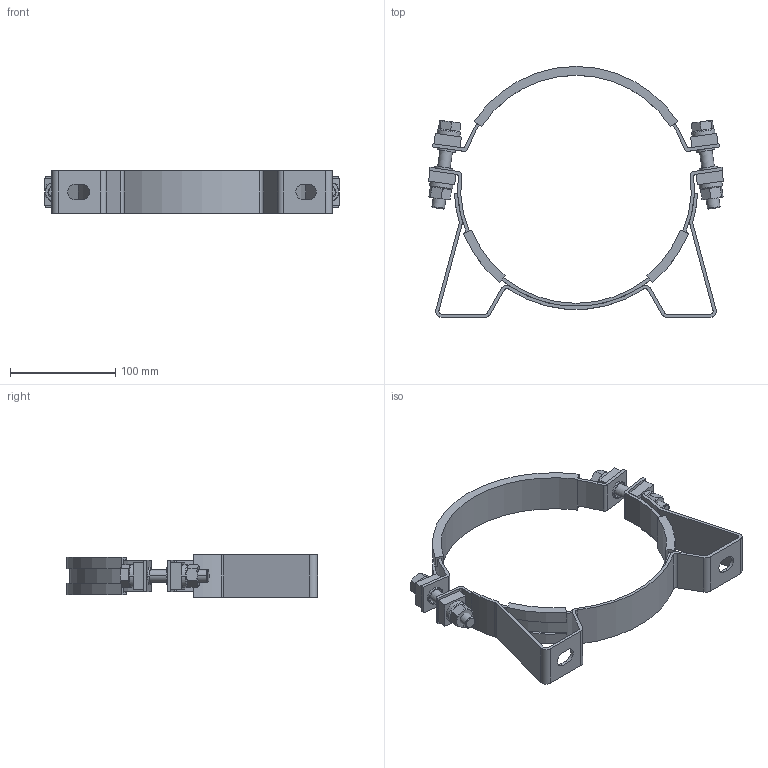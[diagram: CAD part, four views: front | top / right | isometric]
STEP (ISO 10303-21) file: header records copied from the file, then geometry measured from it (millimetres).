
FILE_DESCRIPTION((''),'2;1');
FILE_NAME('CO202514-03648.stp','2008-12-17T16:29:14',(''),(''),'Mechanical Desktop 2009','Mechanical Desktop 2009',', , ');
FILE_SCHEMA(('CONFIG_CONTROL_DESIGN'));
Length unit declared in the file: millimetre
Products named in the file (14): CO201271-03625; CO201241-03600; PIECE1; PARTIE SUPERIEURE; SUPPORT; AD201237-03600; AD201237-03600A; CO201241-04700|GABARIT; EC102877-01200A; EC102877-01200; VI007177-03600A; VI007177-03600; AD201245-00025; GABARIT
Assembly tree (18 placements, depth 4):
  CO201271-03625
    CO201241-03600
      PIECE1
      PARTIE SUPERIEURE
      SUPPORT
      AD201237-03600  x4
        AD201237-03600A
      CO201241-04700|GABARIT
    EC102877-01200A  x2
      EC102877-01200
    VI007177-03600A  x2
      VI007177-03600
    AD201245-00025
    GABARIT
Bounding box: 279.9 x 238.35 x 40 mm (x, y, z)
Surface area: 166033.2 mm2 (no closed solid volume)
Topology: 0 solids, 14 shells, 270 faces, 652 edges, 420 vertices
Faces by surface type: plane 126, cylinder 96, cone 44, torus 4
Entity records: 5785 total; most frequent: CARTESIAN_POINT 1030, DIRECTION 996, ORIENTED_EDGE 918, EDGE_CURVE 459, AXIS2_PLACEMENT_3D 373, VERTEX_POINT 299, VECTOR 250, LINE 250
